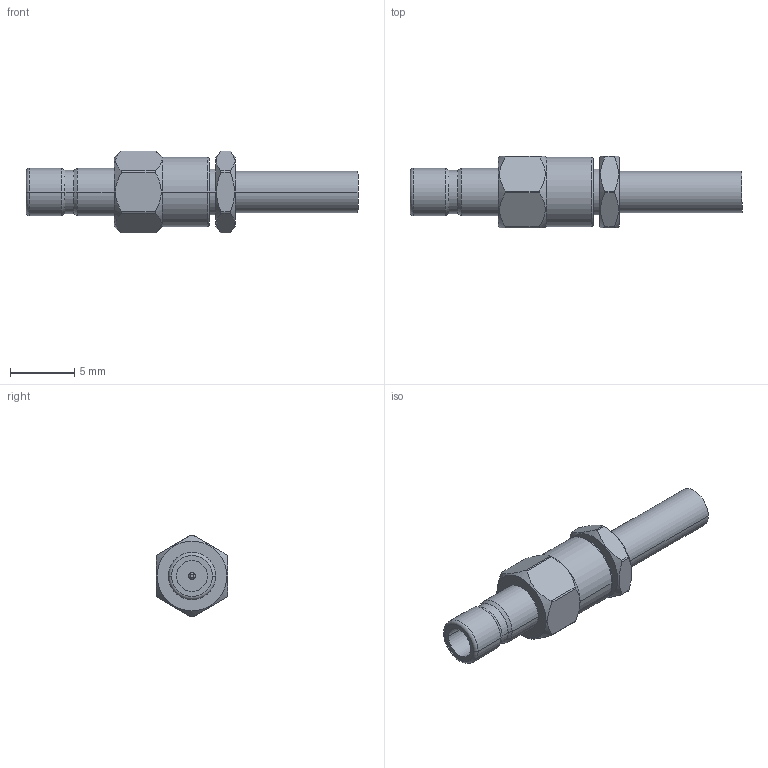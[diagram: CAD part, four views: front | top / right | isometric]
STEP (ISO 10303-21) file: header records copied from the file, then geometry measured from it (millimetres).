
FILE_DESCRIPTION (( 'STEP AP203' ), '1' );
FILE_NAME ('PE4926.step', '2018-05-16T23:00:19', ( '' ), ( '' ), 'SwSTEP 2.0', 'SolidWorks 2017', '' );
FILE_SCHEMA (( 'CONFIG_CONTROL_DESIGN' ));
Length unit declared in the file: inch
Products named in the file (1): PE4926
Bounding box: 25.78 x 5.56 x 6.35 mm (x, y, z)
Volume: 324.2 mm3; surface area: 732 mm2
Topology: 5 solids, 5 shells, 81 faces, 184 edges, 116 vertices
Faces by surface type: cylinder 36, plane 25, cone 16, torus 4
Entity records: 2517 total; most frequent: CARTESIAN_POINT 598, DIRECTION 404, ORIENTED_EDGE 368, EDGE_CURVE 184, AXIS2_PLACEMENT_3D 170, VERTEX_POINT 116, CIRCLE 88, EDGE_LOOP 88
